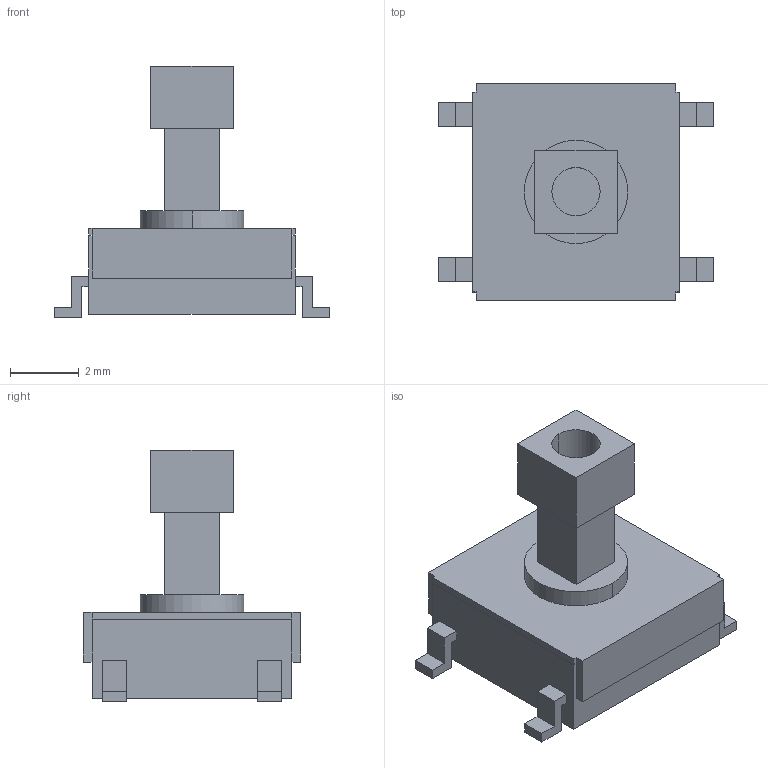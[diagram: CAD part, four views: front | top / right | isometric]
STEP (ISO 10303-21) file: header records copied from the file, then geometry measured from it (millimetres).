
FILE_DESCRIPTION(('FreeCAD Model'),'2;1');
FILE_NAME('SW_SPST_Omron_B3FS-105xP.step','2020-03-18T11:22:45',('kicad StepUp'),( 'ksu MCAD'),'Open CASCADE STEP processor 7.3','FreeCAD','Unknown');
FILE_SCHEMA(('AUTOMOTIVE_DESIGN { 1 0 10303 214 1 1 1 1 }'));
Length unit declared in the file: millimetre
Products named in the file (1): SW_SPST_Omron_B3FS-105xP
Bounding box: 8 x 6.3 x 7.3 mm (x, y, z)
Volume: 110 mm3; surface area: 212.3 mm2
Topology: 1 solids, 1 shells, 80 faces, 208 edges, 136 vertices
Faces by surface type: plane 76, cylinder 4
Entity records: 5682 total; most frequent: CARTESIAN_POINT 841, DIRECTION 794, LINE 608, VECTOR 608, ORIENTED_EDGE 416, PCURVE 416, DEFINITIONAL_REPRESENTATION 416, EDGE_CURVE 208
